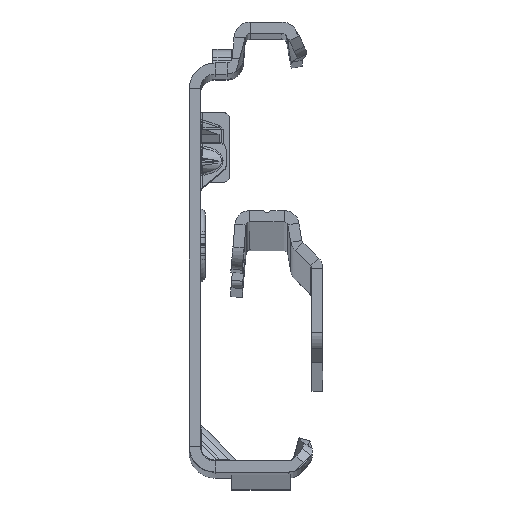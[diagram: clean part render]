
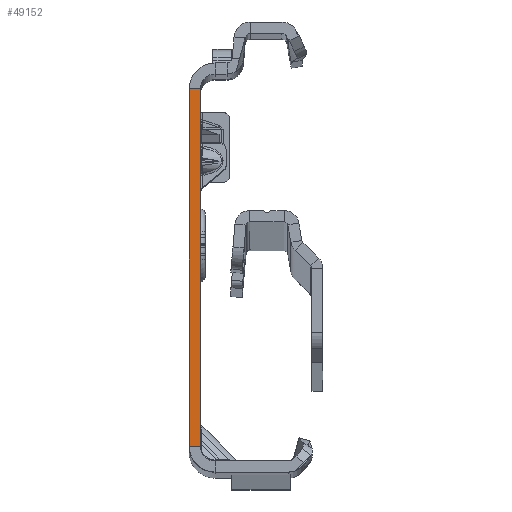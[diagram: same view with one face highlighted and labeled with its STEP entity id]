
A CAD part, top view. The second image highlights one B-rep face of the part: STEP entity #49152.
In plain terms, the highlighted planar face has unit normal (0, 0, 1).
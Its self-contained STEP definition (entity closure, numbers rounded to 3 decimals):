
#700 = CARTESIAN_POINT ( 'NONE',  ( 0., -25.865, 0. ) ) ;
#755 = ORIENTED_EDGE ( 'NONE', *, *, #22018, .T. ) ;
#1683 = LINE ( 'NONE', #4911, #37669 ) ;
#2429 = VERTEX_POINT ( 'NONE', #25901 ) ;
#3092 = PLANE ( 'NONE',  #23833 ) ;
#4911 = CARTESIAN_POINT ( 'NONE',  ( 0., -25.865, 0. ) ) ;
#5858 = DIRECTION ( 'NONE',  ( -1., 0., 0. ) ) ;
#10700 = FACE_OUTER_BOUND ( 'NONE', #28678, .T. ) ;
#11726 = DIRECTION ( 'NONE',  ( 0., -1., 0. ) ) ;
#14792 = LINE ( 'NONE', #44505, #31948 ) ;
#19087 = LINE ( 'NONE', #32077, #44391 ) ;
#21662 = VERTEX_POINT ( 'NONE', #24836 ) ;
#22018 = EDGE_CURVE ( 'NONE', #2429, #21662, #14792, .T. ) ;
#22794 = EDGE_CURVE ( 'NONE', #44989, #2429, #47254, .T. ) ;
#22909 = ORIENTED_EDGE ( 'NONE', *, *, #49716, .F. ) ;
#23176 = DIRECTION ( 'NONE',  ( 0., 0., 1. ) ) ;
#23833 = AXIS2_PLACEMENT_3D ( 'NONE', #43716, #23176, #32356 ) ;
#24836 = CARTESIAN_POINT ( 'NONE',  ( -1.5, -25.865, 0. ) ) ;
#25901 = CARTESIAN_POINT ( 'NONE',  ( -1.5, 22.135, 0. ) ) ;
#28678 = EDGE_LOOP ( 'NONE', ( #33184, #29208, #755, #22909 ) ) ;
#29208 = ORIENTED_EDGE ( 'NONE', *, *, #22794, .T. ) ;
#30095 = EDGE_CURVE ( 'NONE', #44989, #45637, #19087, .T. ) ;
#31948 = VECTOR ( 'NONE', #40478, 1000. ) ;
#32077 = CARTESIAN_POINT ( 'NONE',  ( 0., -27.865, 0. ) ) ;
#32356 = DIRECTION ( 'NONE',  ( 1., 0., 0. ) ) ;
#33184 = ORIENTED_EDGE ( 'NONE', *, *, #30095, .F. ) ;
#36613 = CARTESIAN_POINT ( 'NONE',  ( 0., 22.135, 0. ) ) ;
#37669 = VECTOR ( 'NONE', #46601, 1000. ) ;
#40478 = DIRECTION ( 'NONE',  ( 0., -1., 0. ) ) ;
#43716 = CARTESIAN_POINT ( 'NONE',  ( -1.5, -27.865, 0. ) ) ;
#44391 = VECTOR ( 'NONE', #11726, 1000. ) ;
#44505 = CARTESIAN_POINT ( 'NONE',  ( -1.5, -27.865, 0. ) ) ;
#44989 = VERTEX_POINT ( 'NONE', #36613 ) ;
#45637 = VERTEX_POINT ( 'NONE', #700 ) ;
#46601 = DIRECTION ( 'NONE',  ( -1., 0., 0. ) ) ;
#46683 = VECTOR ( 'NONE', #5858, 1000. ) ;
#47254 = LINE ( 'NONE', #51554, #46683 ) ;
#49152 = ADVANCED_FACE ( 'NONE', ( #10700 ), #3092, .T. ) ;
#49716 = EDGE_CURVE ( 'NONE', #45637, #21662, #1683, .T. ) ;
#51554 = CARTESIAN_POINT ( 'NONE',  ( 0., 22.135, 0. ) ) ;
